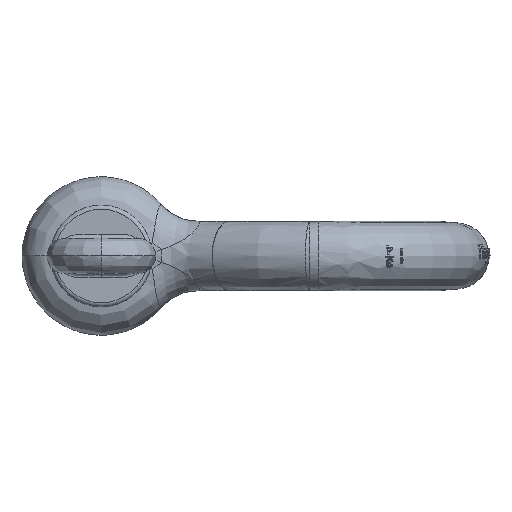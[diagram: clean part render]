
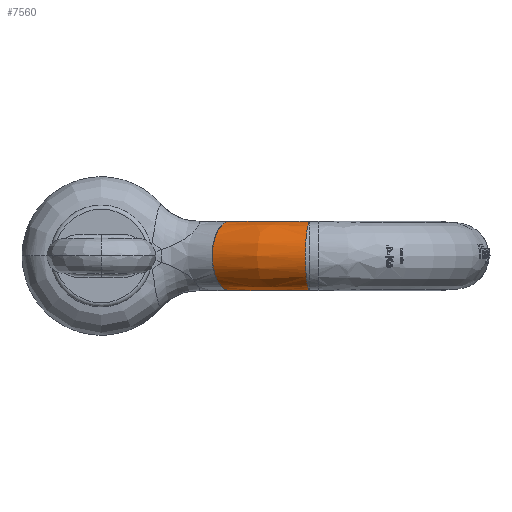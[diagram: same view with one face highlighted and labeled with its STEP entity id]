
A CAD part, left-side view. The second image highlights one B-rep face of the part: STEP entity #7560.
In plain terms, the highlighted free-form (B-spline) face has degree [3, 3] with [11, 5] control points.
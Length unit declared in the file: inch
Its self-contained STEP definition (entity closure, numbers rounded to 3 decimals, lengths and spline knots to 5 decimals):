
#2039=CARTESIAN_POINT('',(-3.57278,-5.5,
-0.90313));
#2040=CARTESIAN_POINT('',(-3.68365,-5.48634,
-0.89344));
#2041=CARTESIAN_POINT('',(-3.9017,-5.45946,
-0.83212));
#2042=CARTESIAN_POINT('',(-4.17349,-5.42597,
-0.62689));
#2043=CARTESIAN_POINT('',(-4.35291,-5.40386,
-0.33633));
#2044=CARTESIAN_POINT('',(-4.41556,-5.39614,
0.));
#2045=CARTESIAN_POINT('',(-4.35291,-5.40386,
0.33633));
#2046=CARTESIAN_POINT('',(-4.17349,-5.42597,
0.62689));
#2047=CARTESIAN_POINT('',(-3.9017,-5.45946,
0.83212));
#2048=CARTESIAN_POINT('',(-3.68364,-5.48634,
0.89344));
#2049=CARTESIAN_POINT('',(-3.57278,-5.5,
0.90313));
#2051=CARTESIAN_POINT('',(-2.85382,-3.36331,
-0.91569));
#2052=CARTESIAN_POINT('',(-3.04452,-3.69057,
-0.91563));
#2053=CARTESIAN_POINT('',(-3.36027,-4.38249,
-0.91289));
#2054=CARTESIAN_POINT('',(-3.52771,-5.12433,
-0.90708));
#2055=CARTESIAN_POINT('',(-3.57278,-5.5,
-0.90313));
#2057=CARTESIAN_POINT('',(-2.85382,-3.36331,
-0.91569));
#2058=CARTESIAN_POINT('',(-2.9509,-3.305,
-0.90423));
#2059=CARTESIAN_POINT('',(-3.14135,-3.1906,
-0.83883));
#2060=CARTESIAN_POINT('',(-3.37712,-3.04899,
-0.62654));
#2061=CARTESIAN_POINT('',(-3.53085,-2.95666,
-0.32898));
#2062=CARTESIAN_POINT('',(-3.58163,-2.92615,
0.01336));
#2063=CARTESIAN_POINT('',(-3.52254,-2.96164,
0.35388));
#2064=CARTESIAN_POINT('',(-3.36163,-3.05828,
0.64624));
#2065=CARTESIAN_POINT('',(-3.12694,-3.19924,
0.84542));
#2066=CARTESIAN_POINT('',(-2.94347,-3.30944,
0.90507));
#2067=CARTESIAN_POINT('',(-2.85383,-3.36329,
0.91568));
#2069=CARTESIAN_POINT('',(-2.85383,-3.36329,
0.91568));
#2070=CARTESIAN_POINT('',(-2.92983,-3.49367,
0.91566));
#2071=CARTESIAN_POINT('',(-3.07162,-3.76135,
0.91523));
#2072=CARTESIAN_POINT('',(-3.25347,-4.18262,
0.91343));
#2073=CARTESIAN_POINT('',(-3.39935,-4.61703,
0.91083));
#2074=CARTESIAN_POINT('',(-3.50789,-5.05887,
0.90746));
#2075=CARTESIAN_POINT('',(-3.55516,-5.35318,
0.90468));
#2076=CARTESIAN_POINT('',(-3.57278,-5.5,
0.90313));
#3202=CARTESIAN_POINT('',(-2.85382,-3.36331,
-0.91569));
#3219=CARTESIAN_POINT('',(-2.85383,-3.36329,
0.91568));
#4372=CARTESIAN_POINT('',(-3.57278,-5.5,
0.90313));
#4373=VERTEX_POINT('',#4372);
#4374=CARTESIAN_POINT('',(-3.57278,-5.5,
-0.90313));
#4375=VERTEX_POINT('',#4374);
#4398=VERTEX_POINT('',#3202);
#4399=VERTEX_POINT('',#3219);
#7496=CARTESIAN_POINT('',(-2.78431,-3.35255,
0.91961));
#7497=CARTESIAN_POINT('',(-2.99224,-3.68245,
0.9189));
#7498=CARTESIAN_POINT('',(-3.33307,-4.39103,
0.9152));
#7499=CARTESIAN_POINT('',(-3.50759,-5.15911,
0.90879));
#7500=CARTESIAN_POINT('',(-3.55143,-5.54816,
0.90457));
#7501=CARTESIAN_POINT('',(-2.88908,-3.28844,
0.91448));
#7502=CARTESIAN_POINT('',(-3.10155,-3.62591,
0.91308));
#7503=CARTESIAN_POINT('',(-3.4496,-4.35094,
0.90858));
#7504=CARTESIAN_POINT('',(-3.6272,-5.1366,
0.90194));
#7505=CARTESIAN_POINT('',(-3.67147,-5.53438,
0.89773));
#7506=CARTESIAN_POINT('',(-3.08907,-3.16605,
0.8564));
#7507=CARTESIAN_POINT('',(-3.30994,-3.51813,
0.85368));
#7508=CARTESIAN_POINT('',(-3.67145,-4.27466,
0.84783));
#7509=CARTESIAN_POINT('',(-3.85481,-5.09378,
0.84109));
#7510=CARTESIAN_POINT('',(-3.89989,-5.50816,
0.83713));
#7511=CARTESIAN_POINT('',(-3.33522,-3.01542,
0.64672));
#7512=CARTESIAN_POINT('',(-3.56577,-3.38589,
0.64248));
#7513=CARTESIAN_POINT('',(-3.9429,-4.18138,
0.63547));
#7514=CARTESIAN_POINT('',(-4.13297,-5.04143,
0.62955));
#7515=CARTESIAN_POINT('',(-4.17903,-5.47611,
0.62653));
#7516=CARTESIAN_POINT('',(-3.49549,-2.91734,
0.35447));
#7517=CARTESIAN_POINT('',(-3.73159,-3.30026,
0.3493));
#7518=CARTESIAN_POINT('',(-4.11783,-4.12135,
0.34214));
#7519=CARTESIAN_POINT('',(-4.31186,-5.00776,
0.33782));
#7520=CARTESIAN_POINT('',(-4.35853,-5.4555,
0.33612));
#7521=CARTESIAN_POINT('',(-3.55448,-2.88124,
0.01397));
#7522=CARTESIAN_POINT('',(-3.79149,-3.26945,
0.00859));
#7523=CARTESIAN_POINT('',(-4.17948,-4.1003,
0.00223));
#7524=CARTESIAN_POINT('',(-4.37435,-4.996,
0.00011));
#7525=CARTESIAN_POINT('',(-4.42119,-5.4483,
-0.00003));
#7526=CARTESIAN_POINT('',(-3.50414,-2.91205,
-0.32843));
#7527=CARTESIAN_POINT('',(-3.7373,-3.29766,
-0.33329));
#7528=CARTESIAN_POINT('',(-4.11945,-4.12111,
-0.33798));
#7529=CARTESIAN_POINT('',(-4.31193,-5.00773,
-0.33761));
#7530=CARTESIAN_POINT('',(-4.3585,-5.4555,
-0.33618));
#7531=CARTESIAN_POINT('',(-3.35133,-3.00556,
-0.62613));
#7532=CARTESIAN_POINT('',(-3.57641,-3.38104,
-0.62981));
#7533=CARTESIAN_POINT('',(-3.94592,-4.18094,
-0.63218));
#7534=CARTESIAN_POINT('',(-4.13311,-5.04137,
-0.62938));
#7535=CARTESIAN_POINT('',(-4.17899,-5.47611,
-0.62658));
#7536=CARTESIAN_POINT('',(-3.1106,-3.15288,
-0.84427));
#7537=CARTESIAN_POINT('',(-3.32416,-3.51165,
-0.84622));
#7538=CARTESIAN_POINT('',(-3.67549,-4.27406,
-0.84589));
#7539=CARTESIAN_POINT('',(-3.85501,-5.09369,
-0.84098));
#7540=CARTESIAN_POINT('',(-3.89984,-5.50816,
-0.83715));
#7541=CARTESIAN_POINT('',(-2.91218,-3.27431,
-0.90928));
#7542=CARTESIAN_POINT('',(-3.1168,-3.61895,
-0.90988));
#7543=CARTESIAN_POINT('',(-3.45394,-4.3503,
-0.90774));
#7544=CARTESIAN_POINT('',(-3.62743,-5.13651,
-0.90189));
#7545=CARTESIAN_POINT('',(-3.67143,-5.53438,
-0.89774));
#7546=CARTESIAN_POINT('',(-2.80759,-3.33831,
-0.91805));
#7547=CARTESIAN_POINT('',(-3.00762,-3.67543,
-0.91794));
#7548=CARTESIAN_POINT('',(-3.33745,-4.39037,
-0.91495));
#7549=CARTESIAN_POINT('',(-3.50783,-5.15902,
-0.90878));
#7550=CARTESIAN_POINT('',(-3.55139,-5.54816,
-0.90458));
#7551=B_SPLINE_SURFACE_WITH_KNOTS('',3,3,((#7496,#7497,#7498,#7499,#7500),
(#7501,#7502,#7503,#7504,#7505),(#7506,#7507,#7508,#7509,#7510),(#7511,#7512,
#7513,#7514,#7515),(#7516,#7517,#7518,#7519,#7520),(#7521,#7522,#7523,#7524,
#7525),(#7526,#7527,#7528,#7529,#7530),(#7531,#7532,#7533,#7534,#7535),(#7536,
#7537,#7538,#7539,#7540),(#7541,#7542,#7543,#7544,#7545),(#7546,#7547,#7548,
#7549,#7550)),.UNSPECIFIED.,.F.,.F.,.F.,(4,1,1,1,1,1,1,1,4),(4,1,4),(
-2.99802,-2.59732,-2.22627,-1.85522,
-1.48417,-1.11312,-0.74207,-0.37102,
0.02965),(-0.00878,0.49866,1.00609),
.UNSPECIFIED.);
#7553=ORIENTED_EDGE('',*,*,#7552,.F.);
#7555=ORIENTED_EDGE('',*,*,#7554,.T.);
#7556=ORIENTED_EDGE('',*,*,#7368,.T.);
#7557=ORIENTED_EDGE('',*,*,#7491,.F.);
#7558=EDGE_LOOP('',(#7553,#7555,#7556,#7557));
#7559=FACE_OUTER_BOUND('',#7558,.F.);
#7560=ADVANCED_FACE('',(#7559),#7551,.T.);
#2050=B_SPLINE_CURVE_WITH_KNOTS('',3,(#2039,#2040,#2041,#2042,#2043,#2044,#2045,
#2046,#2047,#2048,#2049),.UNSPECIFIED.,.F.,.F.,(4,1,1,1,1,1,1,1,4),(0.,
0.125,0.25,0.375,0.5,0.625,0.75,0.875,1.),.UNSPECIFIED.);
#2056=B_SPLINE_CURVE_WITH_KNOTS('',3,(#2051,#2052,#2053,#2054,#2055),
.UNSPECIFIED.,.F.,.F.,(4,1,4),(0.,0.5,1.),.UNSPECIFIED.);
#2068=B_SPLINE_CURVE_WITH_KNOTS('',3,(#2057,#2058,#2059,#2060,#2061,#2062,#2063,
#2064,#2065,#2066,#2067),.UNSPECIFIED.,.F.,.F.,(4,1,1,1,1,1,1,1,4),(0.,
0.1262,0.25241,0.37862,0.50483,
0.63104,0.75725,0.88346,1.),.UNSPECIFIED.);
#2077=B_SPLINE_CURVE_WITH_KNOTS('',3,(#2069,#2070,#2071,#2072,#2073,#2074,#2075,
#2076),.UNSPECIFIED.,.F.,.F.,(4,1,1,1,1,4),(0.,0.2,0.4,0.6,0.8,1.),
.UNSPECIFIED.);
#7368=EDGE_CURVE('',#4399,#4373,#2077,.T.);
#7491=EDGE_CURVE('',#4375,#4373,#2050,.T.);
#7552=EDGE_CURVE('',#4398,#4375,#2056,.T.);
#7554=EDGE_CURVE('',#4398,#4399,#2068,.T.);
